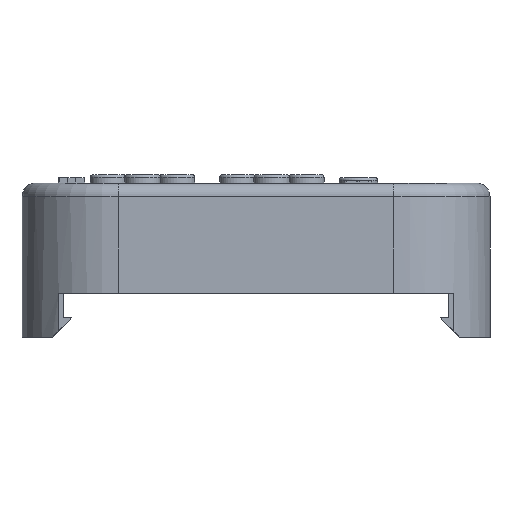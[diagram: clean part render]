
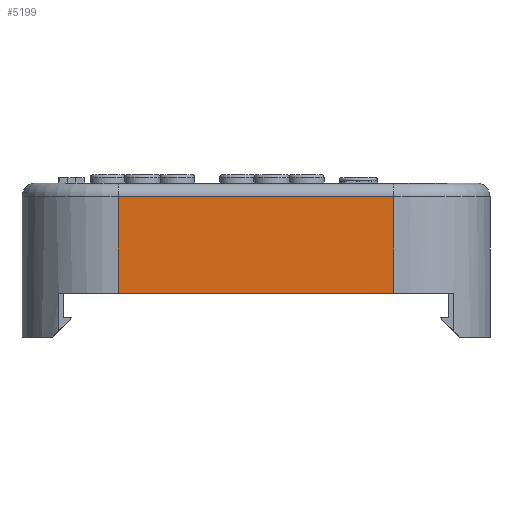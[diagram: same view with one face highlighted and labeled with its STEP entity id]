
A CAD part, left-side view. The second image highlights one B-rep face of the part: STEP entity #5199.
In plain terms, the highlighted planar face has unit normal (-1, 0, 0).
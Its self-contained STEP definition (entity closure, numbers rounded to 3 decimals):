
#465=FACE_OUTER_BOUND('',#774,.T.);
#774=EDGE_LOOP('',(#3678,#3679,#3680,#3681));
#1171=LINE('',#7827,#1727);
#1173=LINE('',#7837,#1729);
#1176=LINE('',#7849,#1732);
#1177=LINE('',#7850,#1733);
#1727=VECTOR('',#6239,10.);
#1729=VECTOR('',#6251,10.);
#1732=VECTOR('',#6262,10.);
#1733=VECTOR('',#6263,10.);
#2276=VERTEX_POINT('',#7820);
#2278=VERTEX_POINT('',#7825);
#2281=VERTEX_POINT('',#7836);
#2286=VERTEX_POINT('',#7848);
#2806=EDGE_CURVE('',#2278,#2276,#1171,.T.);
#2811=EDGE_CURVE('',#2276,#2281,#1173,.T.);
#2817=EDGE_CURVE('',#2286,#2278,#1176,.T.);
#2818=EDGE_CURVE('',#2281,#2286,#1177,.T.);
#3678=ORIENTED_EDGE('',*,*,#2806,.F.);
#3679=ORIENTED_EDGE('',*,*,#2817,.F.);
#3680=ORIENTED_EDGE('',*,*,#2818,.F.);
#3681=ORIENTED_EDGE('',*,*,#2811,.F.);
#4989=PLANE('',#5558);
#5199=ADVANCED_FACE('',(#465),#4989,.T.);
#5558=AXIS2_PLACEMENT_3D('',#7847,#6260,#6261);
#6239=DIRECTION('',(0.,-1.,0.));
#6251=DIRECTION('',(0.,0.,-1.));
#6260=DIRECTION('center_axis',(-1.,0.,0.));
#6261=DIRECTION('ref_axis',(0.,1.,0.));
#6262=DIRECTION('',(0.,0.,1.));
#6263=DIRECTION('',(0.,1.,0.));
#7820=CARTESIAN_POINT('',(-20.,-5.,-0.5));
#7825=CARTESIAN_POINT('',(-20.,5.,-0.5));
#7827=CARTESIAN_POINT('',(-20.,-4.25,-0.5));
#7836=CARTESIAN_POINT('',(-20.,-5.,-4.));
#7837=CARTESIAN_POINT('',(-20.,-5.,0.));
#7847=CARTESIAN_POINT('Origin',(-20.,-8.5,0.));
#7848=CARTESIAN_POINT('',(-20.,5.,-4.));
#7849=CARTESIAN_POINT('',(-20.,5.,0.));
#7850=CARTESIAN_POINT('',(-20.,-8.5,-4.));
